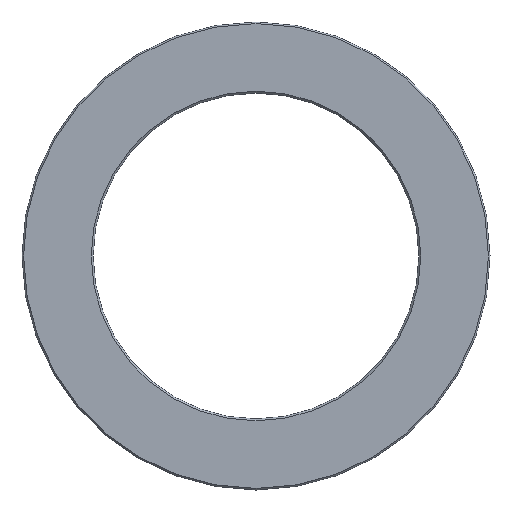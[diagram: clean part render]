
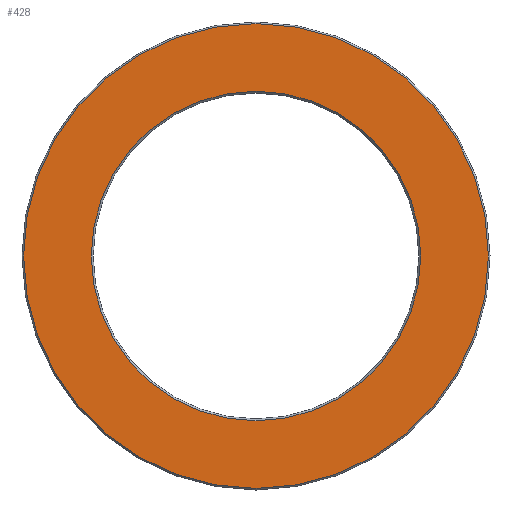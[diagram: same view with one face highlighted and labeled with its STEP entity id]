
A CAD part, front view. The second image highlights one B-rep face of the part: STEP entity #428.
In plain terms, the highlighted planar face has unit normal (0, -1, 0).
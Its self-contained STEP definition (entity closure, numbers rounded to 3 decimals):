
#10 = DIRECTION ( 'NONE',  ( 1., 0., 0. ) ) ;
#12 = AXIS2_PLACEMENT_3D ( 'NONE', #163, #128, #126 ) ;
#14 = CARTESIAN_POINT ( 'NONE',  ( 37.25, 0., 0. ) ) ;
#23 = EDGE_LOOP ( 'NONE', ( #234, #383 ) ) ;
#55 = DIRECTION ( 'NONE',  ( 1., 0., 0. ) ) ;
#57 = CARTESIAN_POINT ( 'NONE',  ( 0., 0., 0. ) ) ;
#61 = DIRECTION ( 'NONE',  ( 0., -1., 0. ) ) ;
#66 = DIRECTION ( 'NONE',  ( 0., -1., 0. ) ) ;
#83 = VERTEX_POINT ( 'NONE', #318 ) ;
#86 = CARTESIAN_POINT ( 'NONE',  ( 0., 0., 0. ) ) ;
#113 = VERTEX_POINT ( 'NONE', #14 ) ;
#117 = CIRCLE ( 'NONE', #321, 37.25 ) ;
#126 = DIRECTION ( 'NONE',  ( 1., 0., 0. ) ) ;
#128 = DIRECTION ( 'NONE',  ( 0., 1., 0. ) ) ;
#131 = AXIS2_PLACEMENT_3D ( 'NONE', #399, #66, #10 ) ;
#135 = DIRECTION ( 'NONE',  ( 1., 0., 0. ) ) ;
#138 = ORIENTED_EDGE ( 'NONE', *, *, #153, .T. ) ;
#139 = CARTESIAN_POINT ( 'NONE',  ( -26.1, 0., 0. ) ) ;
#141 = PLANE ( 'NONE',  #479 ) ;
#146 = CARTESIAN_POINT ( 'NONE',  ( -26.4, 0., 0. ) ) ;
#149 = CIRCLE ( 'NONE', #192, 26.4 ) ;
#153 = EDGE_CURVE ( 'NONE', #269, #241, #149, .T. ) ;
#159 = CARTESIAN_POINT ( 'NONE',  ( 26.4, 0., 0. ) ) ;
#163 = CARTESIAN_POINT ( 'NONE',  ( 0., 0., 0. ) ) ;
#192 = AXIS2_PLACEMENT_3D ( 'NONE', #86, #348, #55 ) ;
#227 = EDGE_CURVE ( 'NONE', #241, #269, #280, .T. ) ;
#234 = ORIENTED_EDGE ( 'NONE', *, *, #418, .T. ) ;
#241 = VERTEX_POINT ( 'NONE', #159 ) ;
#262 = EDGE_CURVE ( 'NONE', #113, #83, #452, .T. ) ;
#269 = VERTEX_POINT ( 'NONE', #146 ) ;
#280 = CIRCLE ( 'NONE', #12, 26.4 ) ;
#312 = FACE_BOUND ( 'NONE', #350, .T. ) ;
#318 = CARTESIAN_POINT ( 'NONE',  ( -37.25, 0., 0. ) ) ;
#321 = AXIS2_PLACEMENT_3D ( 'NONE', #57, #61, #135 ) ;
#338 = FACE_OUTER_BOUND ( 'NONE', #23, .T. ) ;
#344 = DIRECTION ( 'NONE',  ( 0., -1., 0. ) ) ;
#347 = DIRECTION ( 'NONE',  ( 1., 0., 0. ) ) ;
#348 = DIRECTION ( 'NONE',  ( 0., 1., 0. ) ) ;
#350 = EDGE_LOOP ( 'NONE', ( #352, #138 ) ) ;
#352 = ORIENTED_EDGE ( 'NONE', *, *, #227, .T. ) ;
#383 = ORIENTED_EDGE ( 'NONE', *, *, #262, .T. ) ;
#399 = CARTESIAN_POINT ( 'NONE',  ( 0., 0., 0. ) ) ;
#418 = EDGE_CURVE ( 'NONE', #83, #113, #117, .T. ) ;
#428 = ADVANCED_FACE ( 'NONE', ( #312, #338 ), #141, .T. ) ;
#452 = CIRCLE ( 'NONE', #131, 37.25 ) ;
#479 = AXIS2_PLACEMENT_3D ( 'NONE', #139, #344, #347 ) ;
